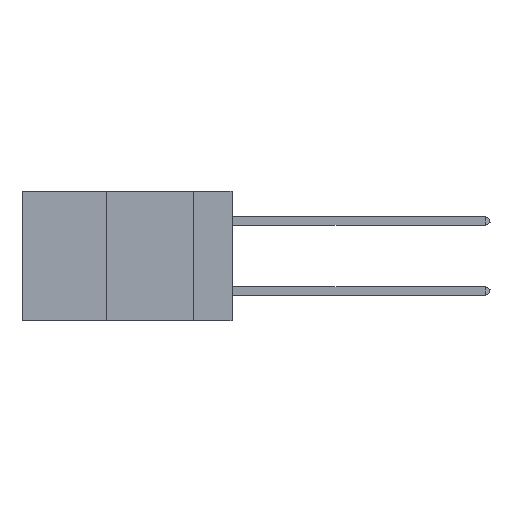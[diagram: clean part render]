
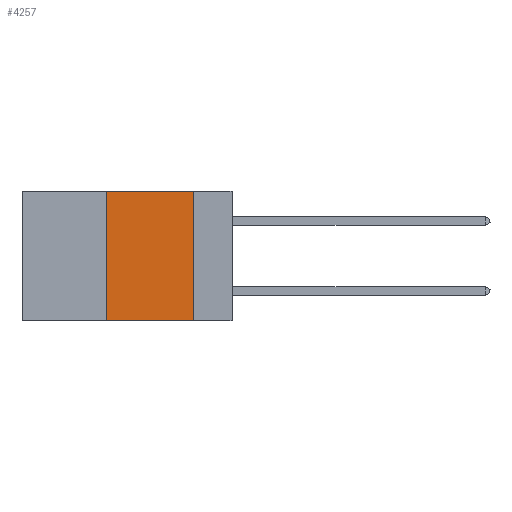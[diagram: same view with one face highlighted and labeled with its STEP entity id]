
A CAD part, left-side view. The second image highlights one B-rep face of the part: STEP entity #4257.
In plain terms, the highlighted planar face has unit normal (-1, 0, 0).
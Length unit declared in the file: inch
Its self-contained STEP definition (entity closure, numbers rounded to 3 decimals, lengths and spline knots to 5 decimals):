
#152 = EDGE_CURVE ( 'NONE', #6957, #451, #2755, .T. ) ;
#386 = EDGE_LOOP ( 'NONE', ( #16220, #9711, #13172, #16633 ) ) ;
#451 = VERTEX_POINT ( 'NONE', #9895 ) ;
#622 = CARTESIAN_POINT ( 'NONE',  ( 0., 0.36, -0.37 ) ) ;
#1838 = CARTESIAN_POINT ( 'NONE',  ( 0., 0.36, 0. ) ) ;
#2034 = CARTESIAN_POINT ( 'NONE',  ( 0., 0.11, 0. ) ) ;
#2755 = LINE ( 'NONE', #9473, #12944 ) ;
#3939 = EDGE_CURVE ( 'NONE', #5959, #8097, #16040, .T. ) ;
#4037 = PLANE ( 'NONE',  #6997 ) ;
#4240 = EDGE_CURVE ( 'NONE', #8097, #6957, #14619, .T. ) ;
#4257 = ADVANCED_FACE ( 'NONE', ( #7233 ), #4037, .F. ) ;
#4520 = VECTOR ( 'NONE', #17124, 39.37008 ) ;
#5959 = VERTEX_POINT ( 'NONE', #622 ) ;
#6726 = CARTESIAN_POINT ( 'NONE',  ( 0., 0.6, 0. ) ) ;
#6957 = VERTEX_POINT ( 'NONE', #2034 ) ;
#6997 = AXIS2_PLACEMENT_3D ( 'NONE', #6726, #15887, #8062 ) ;
#7233 = FACE_OUTER_BOUND ( 'NONE', #386, .T. ) ;
#8062 = DIRECTION ( 'NONE',  ( 0., 0., -1. ) ) ;
#8097 = VERTEX_POINT ( 'NONE', #12240 ) ;
#8278 = CARTESIAN_POINT ( 'NONE',  ( 0., 0.6, -0.37 ) ) ;
#8716 = VECTOR ( 'NONE', #9888, 39.37008 ) ;
#8855 = LINE ( 'NONE', #8278, #12743 ) ;
#9346 = CARTESIAN_POINT ( 'NONE',  ( 0., 0.6, 0. ) ) ;
#9473 = CARTESIAN_POINT ( 'NONE',  ( 0., 0.11, 0. ) ) ;
#9617 = DIRECTION ( 'NONE',  ( 0., -1., 0. ) ) ;
#9711 = ORIENTED_EDGE ( 'NONE', *, *, #4240, .F. ) ;
#9758 = DIRECTION ( 'NONE',  ( 0., 0., -1. ) ) ;
#9888 = DIRECTION ( 'NONE',  ( 0., 0., 1. ) ) ;
#9895 = CARTESIAN_POINT ( 'NONE',  ( 0., 0.11, -0.37 ) ) ;
#12240 = CARTESIAN_POINT ( 'NONE',  ( 0., 0.36, 0. ) ) ;
#12743 = VECTOR ( 'NONE', #9617, 39.37008 ) ;
#12944 = VECTOR ( 'NONE', #9758, 39.37008 ) ;
#13172 = ORIENTED_EDGE ( 'NONE', *, *, #3939, .F. ) ;
#14619 = LINE ( 'NONE', #9346, #4520 ) ;
#14833 = EDGE_CURVE ( 'NONE', #5959, #451, #8855, .T. ) ;
#15887 = DIRECTION ( 'NONE',  ( 1., 0., 0. ) ) ;
#16040 = LINE ( 'NONE', #1838, #8716 ) ;
#16220 = ORIENTED_EDGE ( 'NONE', *, *, #152, .F. ) ;
#16633 = ORIENTED_EDGE ( 'NONE', *, *, #14833, .T. ) ;
#17124 = DIRECTION ( 'NONE',  ( 0., -1., 0. ) ) ;
